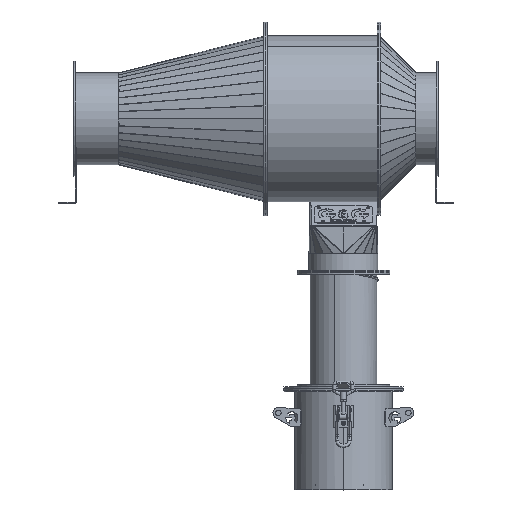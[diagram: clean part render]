
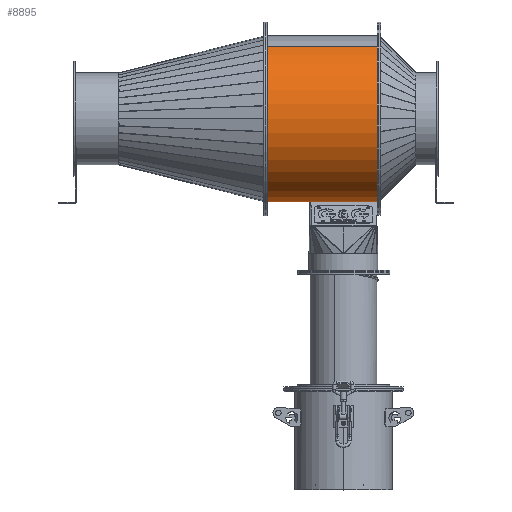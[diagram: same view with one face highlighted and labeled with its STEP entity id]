
A CAD part, top view. The second image highlights one B-rep face of the part: STEP entity #8895.
In plain terms, the highlighted cylindrical face has radius 184.5 mm (diameter 369 mm), a partial arc.
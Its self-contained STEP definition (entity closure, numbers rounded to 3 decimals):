
#241 = EDGE_CURVE ( 'NONE', #28464, #22507, #26497, .T. ) ;
#1104 = CARTESIAN_POINT ( 'NONE',  ( 0., 0., 0. ) ) ;
#1400 = DIRECTION ( 'NONE',  ( 1., 0., 0. ) ) ;
#2419 = ORIENTED_EDGE ( 'NONE', *, *, #18306, .F. ) ;
#5886 = CARTESIAN_POINT ( 'NONE',  ( -91.991, 0., -159.931 ) ) ;
#5976 = CARTESIAN_POINT ( 'NONE',  ( -0.252, 0., 184.5 ) ) ;
#6151 = AXIS2_PLACEMENT_3D ( 'NONE', #8566, #19505, #1400 ) ;
#8566 = CARTESIAN_POINT ( 'NONE',  ( 0., 252., 0. ) ) ;
#8895 = ADVANCED_FACE ( 'NONE', ( #32022 ), #45575, .T. ) ;
#12449 = DIRECTION ( 'NONE',  ( 0., 1., 0. ) ) ;
#12593 = VERTEX_POINT ( 'NONE', #5976 ) ;
#12780 = AXIS2_PLACEMENT_3D ( 'NONE', #46045, #28228, #31315 ) ;
#13609 = CARTESIAN_POINT ( 'NONE',  ( -0.252, 252., 184.5 ) ) ;
#13726 = LINE ( 'NONE', #32260, #31918 ) ;
#13871 = CARTESIAN_POINT ( 'NONE',  ( -91.991, 252., -159.931 ) ) ;
#14270 = ORIENTED_EDGE ( 'NONE', *, *, #40892, .F. ) ;
#16032 = CIRCLE ( 'NONE', #6151, 184.5 ) ;
#16739 = VECTOR ( 'NONE', #12449, 1000. ) ;
#17347 = VERTEX_POINT ( 'NONE', #13609 ) ;
#18306 = EDGE_CURVE ( 'NONE', #17347, #12593, #13726, .T. ) ;
#19505 = DIRECTION ( 'NONE',  ( 0., 1., 0. ) ) ;
#21336 = DIRECTION ( 'NONE',  ( 0., -1., 0. ) ) ;
#21665 = EDGE_CURVE ( 'NONE', #28464, #12593, #30152, .T. ) ;
#22507 = VERTEX_POINT ( 'NONE', #13871 ) ;
#26497 = LINE ( 'NONE', #45031, #16739 ) ;
#27713 = ORIENTED_EDGE ( 'NONE', *, *, #241, .F. ) ;
#28228 = DIRECTION ( 'NONE',  ( 0., -1., 0. ) ) ;
#28464 = VERTEX_POINT ( 'NONE', #5886 ) ;
#30152 = CIRCLE ( 'NONE', #33173, 184.5 ) ;
#31315 = DIRECTION ( 'NONE',  ( 0., 0., -1. ) ) ;
#31918 = VECTOR ( 'NONE', #21336, 1000. ) ;
#32022 = FACE_OUTER_BOUND ( 'NONE', #46416, .T. ) ;
#32260 = CARTESIAN_POINT ( 'NONE',  ( -0.252, 252., 184.5 ) ) ;
#33010 = DIRECTION ( 'NONE',  ( 1., 0., 0. ) ) ;
#33173 = AXIS2_PLACEMENT_3D ( 'NONE', #1104, #36801, #33010 ) ;
#36801 = DIRECTION ( 'NONE',  ( 0., 1., 0. ) ) ;
#37577 = ORIENTED_EDGE ( 'NONE', *, *, #21665, .T. ) ;
#40892 = EDGE_CURVE ( 'NONE', #22507, #17347, #16032, .T. ) ;
#45031 = CARTESIAN_POINT ( 'NONE',  ( -91.991, 252., -159.931 ) ) ;
#45575 = CYLINDRICAL_SURFACE ( 'NONE', #12780, 184.5 ) ;
#46045 = CARTESIAN_POINT ( 'NONE',  ( 0., 252., 0. ) ) ;
#46416 = EDGE_LOOP ( 'NONE', ( #27713, #37577, #2419, #14270 ) ) ;
